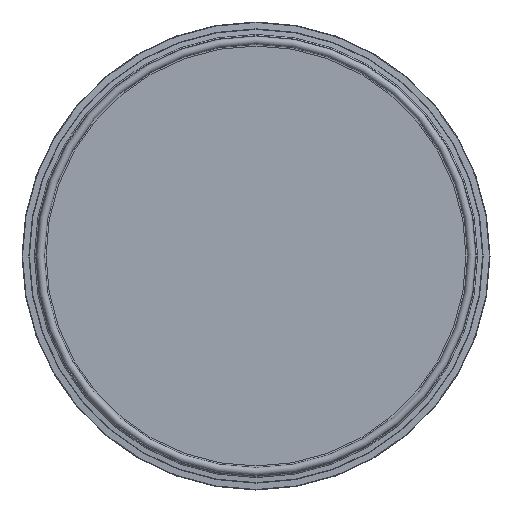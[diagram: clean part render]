
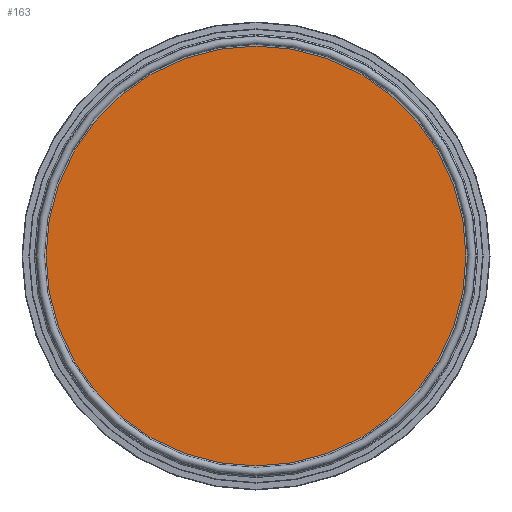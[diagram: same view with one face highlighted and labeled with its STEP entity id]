
A CAD part, front view. The second image highlights one B-rep face of the part: STEP entity #163.
In plain terms, the highlighted planar face has unit normal (0, -1, 0).
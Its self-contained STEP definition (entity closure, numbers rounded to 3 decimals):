
#123=CARTESIAN_POINT('',(76.,71.5,0.));
#124=VERTEX_POINT('',#123);
#125=CARTESIAN_POINT('',(0.,71.5,0.0));
#126=DIRECTION('',(0.0,1.0,0.0));
#127=DIRECTION('',(-1.0,0.0,0.0));
#128=AXIS2_PLACEMENT_3D('',#125,#126,#127);
#129=CIRCLE('',#128,76.);
#130=EDGE_CURVE('',#124,#124,#129,.T.);
#155=CARTESIAN_POINT('',(39.5,71.5,0.0));
#156=DIRECTION('',(0.0,-1.0,0.0));
#157=DIRECTION('',(0.0,0.0,-1.0));
#158=AXIS2_PLACEMENT_3D('',#155,#156,#157);
#159=PLANE('',#158);
#160=ORIENTED_EDGE('',*,*,#130,.F.);
#161=EDGE_LOOP('',(#160));
#162=FACE_OUTER_BOUND('',#161,.T.);
#163=ADVANCED_FACE('',(#162),#159,.T.);
